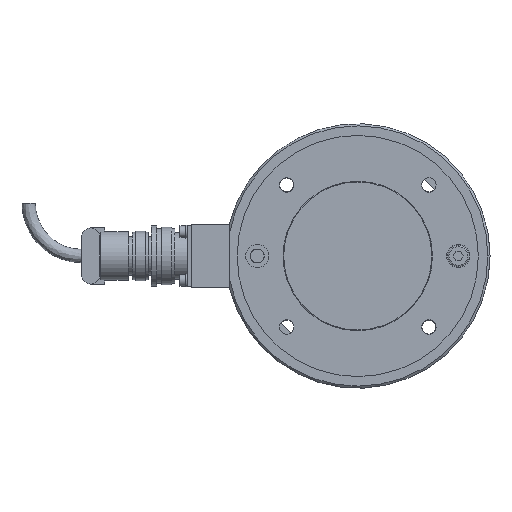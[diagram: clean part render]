
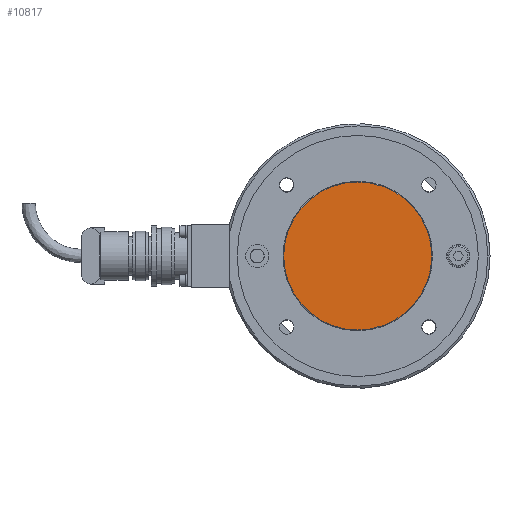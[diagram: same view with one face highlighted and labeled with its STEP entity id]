
A CAD part, front view. The second image highlights one B-rep face of the part: STEP entity #10817.
In plain terms, the highlighted face is planar.
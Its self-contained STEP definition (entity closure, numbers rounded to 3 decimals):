
#380 = DIRECTION ( 'NONE',  ( -1., 0., 0. ) ) ;
#2197 = DIRECTION ( 'NONE',  ( -1., 0., 0. ) ) ;
#2461 = VERTEX_POINT ( 'NONE', #6351 ) ;
#3860 = DIRECTION ( 'NONE',  ( -1., 0., 0. ) ) ;
#4133 = ORIENTED_EDGE ( 'NONE', *, *, #10047, .F. ) ;
#4773 = EDGE_LOOP ( 'NONE', ( #9835, #4133 ) ) ;
#4875 = PLANE ( 'NONE',  #11424 ) ;
#4920 = CARTESIAN_POINT ( 'NONE',  ( 10.3, 35., 0. ) ) ;
#6351 = CARTESIAN_POINT ( 'NONE',  ( 10.3, 0., -35. ) ) ;
#7739 = CIRCLE ( 'NONE', #14318, 35. ) ;
#7859 = EDGE_CURVE ( 'NONE', #12277, #2461, #7739, .T. ) ;
#8202 = CIRCLE ( 'NONE', #9382, 35. ) ;
#8358 = FACE_OUTER_BOUND ( 'NONE', #4773, .T. ) ;
#8414 = DIRECTION ( 'NONE',  ( 0., 0., 1. ) ) ;
#8983 = CARTESIAN_POINT ( 'NONE',  ( 10.3, 0., 35. ) ) ;
#9382 = AXIS2_PLACEMENT_3D ( 'NONE', #11378, #2197, #11285 ) ;
#9835 = ORIENTED_EDGE ( 'NONE', *, *, #7859, .F. ) ;
#10047 = EDGE_CURVE ( 'NONE', #2461, #12277, #8202, .T. ) ;
#10753 = DIRECTION ( 'NONE',  ( 0., 0., 1. ) ) ;
#10817 = ADVANCED_FACE ( 'NONE', ( #8358 ), #4875, .F. ) ;
#11285 = DIRECTION ( 'NONE',  ( 0., 0., 1. ) ) ;
#11378 = CARTESIAN_POINT ( 'NONE',  ( 10.3, 0., 0. ) ) ;
#11424 = AXIS2_PLACEMENT_3D ( 'NONE', #4920, #380, #10753 ) ;
#11982 = CARTESIAN_POINT ( 'NONE',  ( 10.3, 0., 0. ) ) ;
#12277 = VERTEX_POINT ( 'NONE', #8983 ) ;
#14318 = AXIS2_PLACEMENT_3D ( 'NONE', #11982, #3860, #8414 ) ;
